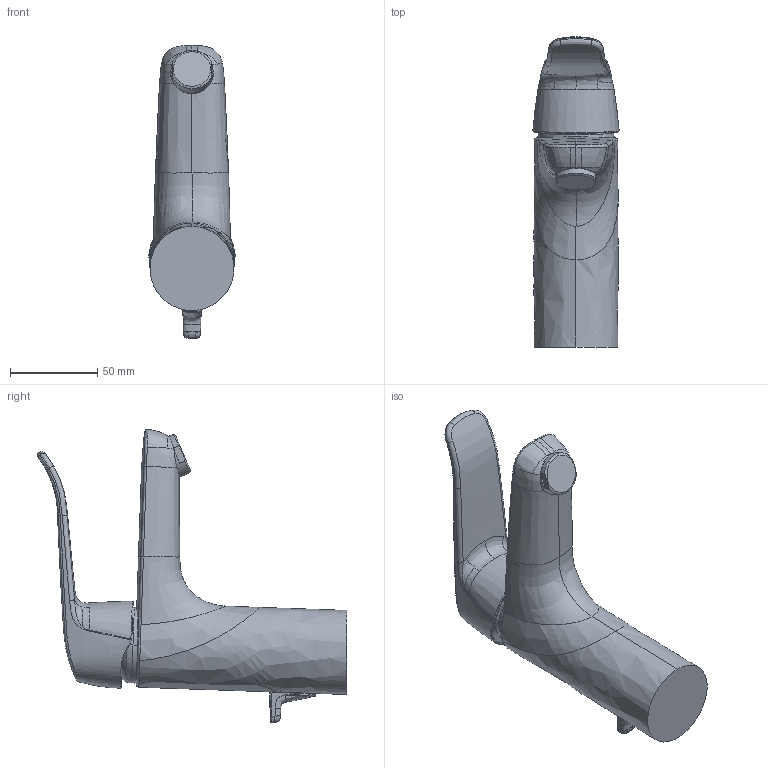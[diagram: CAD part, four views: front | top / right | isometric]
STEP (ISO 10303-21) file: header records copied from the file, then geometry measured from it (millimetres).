
FILE_DESCRIPTION (( 'STEP AP203' ), '1' );
FILE_NAME ('45012183.STEP', '2019-04-04T04:03:31', ( '' ), ( '' ), 'SwSTEP 2.0', 'SolidWorks 2016', '' );
FILE_SCHEMA (( 'CONFIG_CONTROL_DESIGN' ));
Length unit declared in the file: millimetre
Products named in the file (1): 45012183
Bounding box: 49.44 x 177.62 x 168.24 mm (x, y, z)
Volume: 393993.5 mm3; surface area: 46544.6 mm2
Topology: 1 solids, 1 shells, 135 faces, 339 edges, 209 vertices
Faces by surface type: bspline 109, plane 12, cylinder 10, cone 2, sphere 2
Entity records: 29343 total; most frequent: CARTESIAN_POINT 26972, ORIENTED_EDGE 678, EDGE_CURVE 339, B_SPLINE_CURVE_WITH_KNOTS 277, VERTEX_POINT 209, DIRECTION 144, EDGE_LOOP 138, ADVANCED_FACE 135
